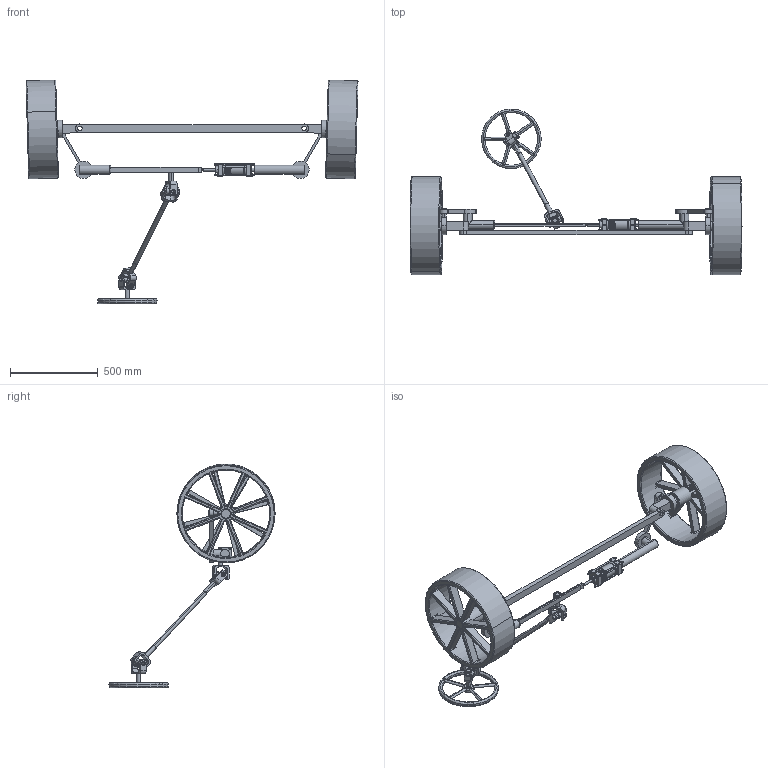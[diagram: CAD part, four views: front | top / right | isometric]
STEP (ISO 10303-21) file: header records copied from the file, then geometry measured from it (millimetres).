
FILE_DESCRIPTION (( 'STEP AP203' ), '1' );
FILE_NAME ('Final Main Steering Mechanism.STEP', '2022-04-19T20:14:43', ( '' ), ( '' ), 'SwSTEP 2.0', 'SolidWorks 2020', '' );
FILE_SCHEMA (( 'CONFIG_CONTROL_DESIGN' ));
Length unit declared in the file: millimetre
Products named in the file (35): vis de réglage d''amortissement _D‚faut; 3.cylindre_D‚faut; wheels connector; vérin pneumatique_D‚faut; connector3; Wheels; Steering Wheel; piston_DＧaut; Final Main Steering Mechanism; connector; tompon amortisseur_D‚faut; joint d''amortissement de la tige_D‚faut; gfg_Metric - Spur gear 2M 20T 20PA 30FW ---S20N75H50L25N; joint torique n°2_D‚faut; joint de piston_D‚faut; Main Steering Mechanism; tampon amortisseur 2_D‚faut; torque nut 08_iso_ISO 10511-M8-N; connector2; tirants_DＧaut; U-connector; tige de vérin_D‚faut; Universal Coupling; joint racleur_D‚faut; élement de guidage_D‚faut; joint d''amortissement tige_D‚faut; bague de guidage_D‚faut; 1.flasque arrière_D‚faut; 2.flasque avant_D‚faut; Rack gear; Cross Linkage; Connecting Rod; joint torique n°1_D‚faut; joint vis_D‚faut
Assembly tree (56 placements, depth 4):
  Final Main Steering Mechanism
    Main Steering Mechanism
      Rack gear
      gfg_Metric - Spur gear 2M 20T 20PA 30FW ---S20N75H50L25N
      Universal Coupling
        U-connector  x2
        Cross Linkage
      Connecting Rod
      Universal Coupling
        U-connector  x2
        Cross Linkage
      Steering Wheel
    vérin pneumatique_D‚faut
      1.flasque arrière_D‚faut
      2.flasque avant_D‚faut
      3.cylindre_D‚faut
      joint torique n°1_D‚faut  x2
      joint d''amortissement de la tige_D‚faut
      joint d''amortissement tige_D‚faut
      piston_DＧaut
      tompon amortisseur_D‚faut
      tige de vérin_D‚faut
      tampon amortisseur 2_D‚faut
      joint de piston_D‚faut  x2
      élement de guidage_D‚faut
      bague de guidage_D‚faut
      joint racleur_D‚faut
      joint torique n°2_D‚faut
      vis de réglage d''amortissement _D‚faut  x2
      joint vis_D‚faut  x2
      tirants_DＧaut  x4
      torque nut 08_iso_ISO 10511-M8-N  x8
    wheels connector
    Wheels  x2
    connector  x2
    connector2  x2
    connector3  x2
Bounding box: 1896.18 x 948.5 x 1279.13 mm (x, y, z)
Volume: 28817598.1 mm3; surface area: 3023148.9 mm2
Topology: 52 solids, 54 shells, 1621 faces, 4000 edges, 2461 vertices
Faces by surface type: plane 645, cylinder 631, torus 146, cone 143, bspline 56
Entity records: 41443 total; most frequent: CARTESIAN_POINT 11311, DIRECTION 5532, ORIENTED_EDGE 5308, EDGE_CURVE 2654, AXIS2_PLACEMENT_3D 1988, VERTEX_POINT 1691, VECTOR 1556, LINE 1556
